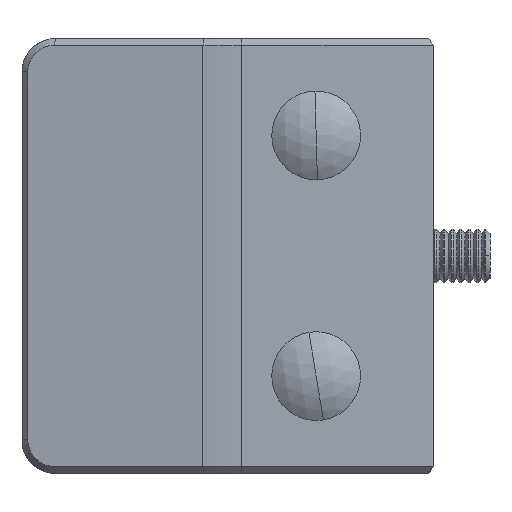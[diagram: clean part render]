
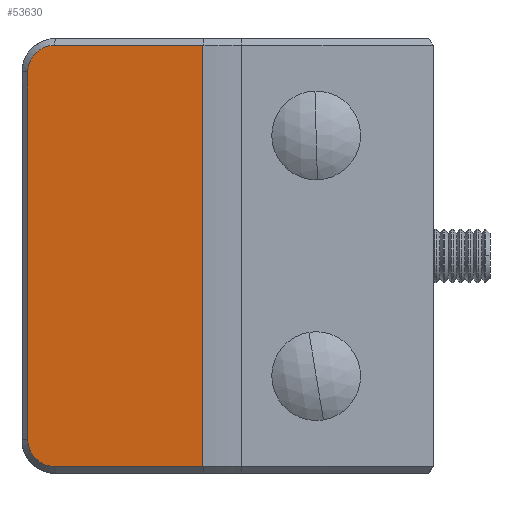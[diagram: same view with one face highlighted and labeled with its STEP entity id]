
A CAD part, top view. The second image highlights one B-rep face of the part: STEP entity #53630.
In plain terms, the highlighted face is planar.
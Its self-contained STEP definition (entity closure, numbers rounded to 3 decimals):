
#571 = EDGE_CURVE ( 'NONE', #79509, #4197, #10600, .T. ) ;
#599 = EDGE_CURVE ( 'NONE', #54187, #81837, #35688, .T. ) ;
#2957 = VECTOR ( 'NONE', #16972, 1000. ) ;
#3041 = ORIENTED_EDGE ( 'NONE', *, *, #71452, .T. ) ;
#4197 = VERTEX_POINT ( 'NONE', #84816 ) ;
#4670 = CARTESIAN_POINT ( 'NONE',  ( -54.134, 27.5, -6.117 ) ) ;
#9983 = ORIENTED_EDGE ( 'NONE', *, *, #35930, .T. ) ;
#10164 = DIRECTION ( 'NONE',  ( 0.991, 0., -0.134 ) ) ;
#10600 = LINE ( 'NONE', #84830, #22260 ) ;
#11314 = CARTESIAN_POINT ( 'NONE',  ( -50.134, -31.5, -6.658 ) ) ;
#11436 = CARTESIAN_POINT ( 'NONE',  ( -51.182, 31.395, -6.517 ) ) ;
#12847 = ORIENTED_EDGE ( 'NONE', *, *, #571, .T. ) ;
#14492 = LINE ( 'NONE', #64641, #2957 ) ;
#16972 = DIRECTION ( 'NONE',  ( 0., 1., 0. ) ) ;
#17479 = EDGE_CURVE ( 'NONE', #29679, #79509, #57796, .T. ) ;
#18768 = CARTESIAN_POINT ( 'NONE',  ( -54.029, -28.548, -6.131 ) ) ;
#18889 = DIRECTION ( 'NONE',  ( -0.991, 0., 0.134 ) ) ;
#19625 = ORIENTED_EDGE ( 'NONE', *, *, #17479, .T. ) ;
#21940 = DIRECTION ( 'NONE',  ( 0.134, 0., 0.991 ) ) ;
#22260 = VECTOR ( 'NONE', #10164, 1000. ) ;
#23289 = EDGE_LOOP ( 'NONE', ( #19625, #12847, #3041, #63449, #62681, #9983 ) ) ;
#23730 = VECTOR ( 'NONE', #33582, 1000. ) ;
#24041 = CARTESIAN_POINT ( 'NONE',  ( -50.134, -31.5, -6.658 ) ) ;
#24784 = CARTESIAN_POINT ( 'NONE',  ( -54.134, 28.023, -6.117 ) ) ;
#25673 = CARTESIAN_POINT ( 'NONE',  ( -54.029, 28.548, -6.131 ) ) ;
#26655 = AXIS2_PLACEMENT_3D ( 'NONE', #68443, #21940, #68732 ) ;
#28821 = VECTOR ( 'NONE', #18889, 1000. ) ;
#29679 = VERTEX_POINT ( 'NONE', #76787 ) ;
#30104 = LINE ( 'NONE', #60271, #23730 ) ;
#33582 = DIRECTION ( 'NONE',  ( 0., -1., 0. ) ) ;
#34065 = LINE ( 'NONE', #59437, #28821 ) ;
#34511 = FACE_OUTER_BOUND ( 'NONE', #23289, .T. ) ;
#34618 = CARTESIAN_POINT ( 'NONE',  ( -27.948, -31.5, -9.66 ) ) ;
#35688 = B_SPLINE_CURVE_WITH_KNOTS ( 'NONE', 3,
 ( #11314, #86001, #45375, #65828, #79764, #59317, #80336, #18768, #53067, #79457 ),
 .UNSPECIFIED., .F., .F.,
 ( 4, 2, 2, 2, 4 ),
 ( 0., 0.25, 0.5, 0.75, 1. ),
 .UNSPECIFIED. ) ;
#35930 = EDGE_CURVE ( 'NONE', #81837, #29679, #14492, .T. ) ;
#38113 = CARTESIAN_POINT ( 'NONE',  ( -50.134, 31.5, -6.658 ) ) ;
#38404 = CARTESIAN_POINT ( 'NONE',  ( -53.63, 29.513, -6.185 ) ) ;
#40242 = CARTESIAN_POINT ( 'NONE',  ( -54.134, -27.5, -6.117 ) ) ;
#45375 = CARTESIAN_POINT ( 'NONE',  ( -51.182, -31.395, -6.517 ) ) ;
#50847 = EDGE_CURVE ( 'NONE', #59326, #54187, #34065, .T. ) ;
#52602 = CARTESIAN_POINT ( 'NONE',  ( -53.332, 29.959, -6.226 ) ) ;
#53067 = CARTESIAN_POINT ( 'NONE',  ( -54.134, -28.024, -6.117 ) ) ;
#53630 = ADVANCED_FACE ( 'NONE', ( #34511 ), #75273, .F. ) ;
#54187 = VERTEX_POINT ( 'NONE', #24041 ) ;
#57796 = B_SPLINE_CURVE_WITH_KNOTS ( 'NONE', 3,
 ( #4670, #24784, #25673, #38404, #52602, #72499, #58851, #11436, #59439, #38113 ),
 .UNSPECIFIED., .F., .F.,
 ( 4, 2, 2, 2, 4 ),
 ( 0., 0.25, 0.5, 0.75, 1. ),
 .UNSPECIFIED. ) ;
#58851 = CARTESIAN_POINT ( 'NONE',  ( -52.147, 30.996, -6.386 ) ) ;
#59317 = CARTESIAN_POINT ( 'NONE',  ( -53.332, -29.959, -6.226 ) ) ;
#59326 = VERTEX_POINT ( 'NONE', #34618 ) ;
#59437 = CARTESIAN_POINT ( 'NONE',  ( -55., -31.5, -6. ) ) ;
#59439 = CARTESIAN_POINT ( 'NONE',  ( -50.658, 31.5, -6.587 ) ) ;
#60271 = CARTESIAN_POINT ( 'NONE',  ( -27.948, 32.5, -9.66 ) ) ;
#62681 = ORIENTED_EDGE ( 'NONE', *, *, #599, .T. ) ;
#63449 = ORIENTED_EDGE ( 'NONE', *, *, #50847, .T. ) ;
#64641 = CARTESIAN_POINT ( 'NONE',  ( -54.134, 32.5, -6.117 ) ) ;
#65828 = CARTESIAN_POINT ( 'NONE',  ( -52.147, -30.996, -6.386 ) ) ;
#67555 = CARTESIAN_POINT ( 'NONE',  ( -50.134, 31.5, -6.658 ) ) ;
#68443 = CARTESIAN_POINT ( 'NONE',  ( -55., 32.5, -6. ) ) ;
#68732 = DIRECTION ( 'NONE',  ( 0.991, 0., -0.134 ) ) ;
#71452 = EDGE_CURVE ( 'NONE', #4197, #59326, #30104, .T. ) ;
#72499 = CARTESIAN_POINT ( 'NONE',  ( -52.593, 30.698, -6.326 ) ) ;
#75273 = PLANE ( 'NONE',  #26655 ) ;
#76787 = CARTESIAN_POINT ( 'NONE',  ( -54.134, 27.5, -6.117 ) ) ;
#79457 = CARTESIAN_POINT ( 'NONE',  ( -54.134, -27.5, -6.117 ) ) ;
#79509 = VERTEX_POINT ( 'NONE', #67555 ) ;
#79764 = CARTESIAN_POINT ( 'NONE',  ( -52.593, -30.698, -6.326 ) ) ;
#80336 = CARTESIAN_POINT ( 'NONE',  ( -53.63, -29.513, -6.185 ) ) ;
#81837 = VERTEX_POINT ( 'NONE', #40242 ) ;
#84816 = CARTESIAN_POINT ( 'NONE',  ( -27.948, 31.5, -9.66 ) ) ;
#84830 = CARTESIAN_POINT ( 'NONE',  ( -27.948, 31.5, -9.66 ) ) ;
#86001 = CARTESIAN_POINT ( 'NONE',  ( -50.657, -31.5, -6.588 ) ) ;
